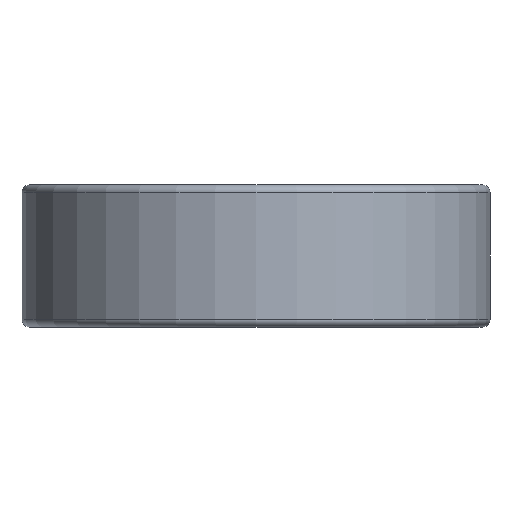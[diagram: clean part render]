
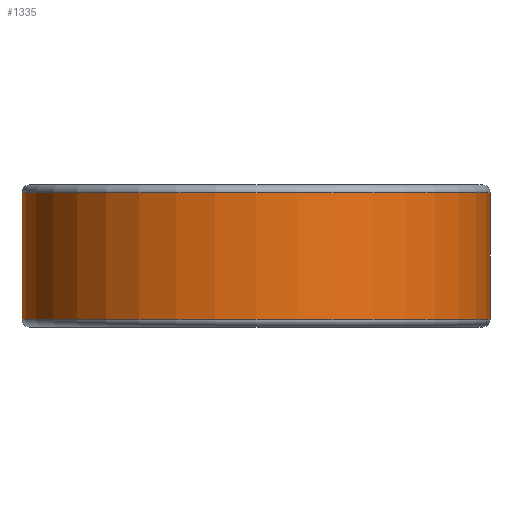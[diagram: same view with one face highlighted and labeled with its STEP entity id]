
A CAD part, front view. The second image highlights one B-rep face of the part: STEP entity #1335.
In plain terms, the highlighted cylindrical face has radius 23.406 mm (diameter 46.812 mm), a partial arc.
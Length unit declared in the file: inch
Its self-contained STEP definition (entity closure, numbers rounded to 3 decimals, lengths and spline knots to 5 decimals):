
#23 = EDGE_LOOP ( 'NONE', ( #1293, #2036, #436, #2103 ) ) ;
#172 = VECTOR ( 'NONE', #2264, 39.37008 ) ;
#267 = CYLINDRICAL_SURFACE ( 'NONE', #1254, 0.9215 ) ;
#310 = EDGE_CURVE ( 'NONE', #1450, #1334, #2497, .T. ) ;
#345 = AXIS2_PLACEMENT_3D ( 'NONE', #2461, #1212, #2684 ) ;
#349 = DIRECTION ( 'NONE',  ( 1., 0., 0. ) ) ;
#436 = ORIENTED_EDGE ( 'NONE', *, *, #1739, .F. ) ;
#537 = VERTEX_POINT ( 'NONE', #808 ) ;
#540 = CARTESIAN_POINT ( 'NONE',  ( 0.8435, -2.125, -0.25 ) ) ;
#634 = CARTESIAN_POINT ( 'NONE',  ( 1.765, -2.125, 0. ) ) ;
#737 = DIRECTION ( 'NONE',  ( 1., 0., 0. ) ) ;
#808 = CARTESIAN_POINT ( 'NONE',  ( -0.078, -2.125, 0.25 ) ) ;
#977 = AXIS2_PLACEMENT_3D ( 'NONE', #540, #1960, #737 ) ;
#1212 = DIRECTION ( 'NONE',  ( 0., 0., 1. ) ) ;
#1254 = AXIS2_PLACEMENT_3D ( 'NONE', #1574, #1975, #349 ) ;
#1293 = ORIENTED_EDGE ( 'NONE', *, *, #310, .T. ) ;
#1334 = VERTEX_POINT ( 'NONE', #1550 ) ;
#1335 = ADVANCED_FACE ( 'NONE', ( #2099 ), #267, .T. ) ;
#1382 = CARTESIAN_POINT ( 'NONE',  ( -0.078, -2.125, 0.25 ) ) ;
#1450 = VERTEX_POINT ( 'NONE', #1591 ) ;
#1452 = EDGE_CURVE ( 'NONE', #537, #1450, #2267, .T. ) ;
#1550 = CARTESIAN_POINT ( 'NONE',  ( 1.765, -2.125, -0.25 ) ) ;
#1574 = CARTESIAN_POINT ( 'NONE',  ( 0.8435, -2.125, 0. ) ) ;
#1591 = CARTESIAN_POINT ( 'NONE',  ( -0.078, -2.125, -0.25 ) ) ;
#1688 = CARTESIAN_POINT ( 'NONE',  ( 1.765, -2.125, 0.25 ) ) ;
#1719 = VECTOR ( 'NONE', #1999, 39.37008 ) ;
#1739 = EDGE_CURVE ( 'NONE', #537, #1863, #2367, .T. ) ;
#1754 = LINE ( 'NONE', #634, #172 ) ;
#1863 = VERTEX_POINT ( 'NONE', #1688 ) ;
#1960 = DIRECTION ( 'NONE',  ( 0., 0., 1. ) ) ;
#1975 = DIRECTION ( 'NONE',  ( 0., 0., 1. ) ) ;
#1999 = DIRECTION ( 'NONE',  ( 0., 0., -1. ) ) ;
#2006 = EDGE_CURVE ( 'NONE', #1334, #1863, #1754, .T. ) ;
#2036 = ORIENTED_EDGE ( 'NONE', *, *, #2006, .T. ) ;
#2099 = FACE_OUTER_BOUND ( 'NONE', #23, .T. ) ;
#2103 = ORIENTED_EDGE ( 'NONE', *, *, #1452, .T. ) ;
#2264 = DIRECTION ( 'NONE',  ( 0., 0., 1. ) ) ;
#2267 = LINE ( 'NONE', #1382, #1719 ) ;
#2367 = CIRCLE ( 'NONE', #345, 0.9215 ) ;
#2461 = CARTESIAN_POINT ( 'NONE',  ( 0.8435, -2.125, 0.25 ) ) ;
#2497 = CIRCLE ( 'NONE', #977, 0.9215 ) ;
#2684 = DIRECTION ( 'NONE',  ( 1., 0., 0. ) ) ;
